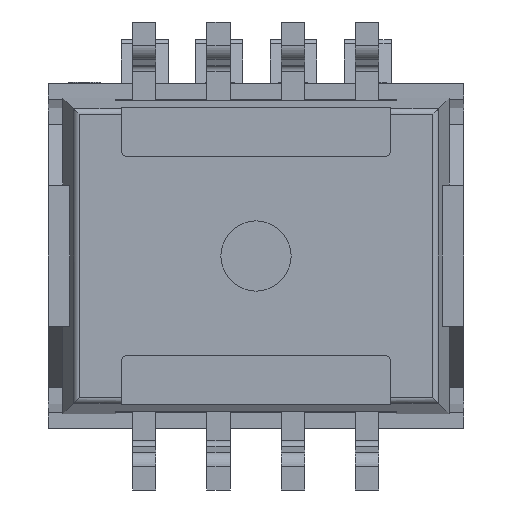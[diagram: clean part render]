
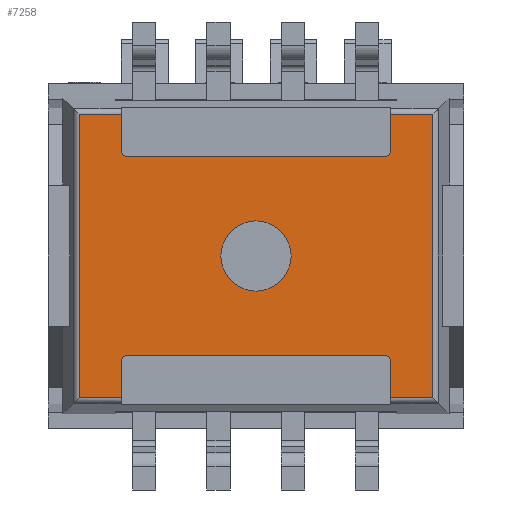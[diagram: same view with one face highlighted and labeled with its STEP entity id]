
A CAD part, front view. The second image highlights one B-rep face of the part: STEP entity #7258.
In plain terms, the highlighted planar face has unit normal (0, -1, 0).
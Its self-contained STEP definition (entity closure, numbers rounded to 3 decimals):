
#150=CIRCLE('',#7584,0.6);
#151=CIRCLE('',#7585,0.1);
#152=CIRCLE('',#7586,0.1);
#153=CIRCLE('',#7587,0.1);
#154=CIRCLE('',#7588,0.1);
#416=ORIENTED_EDGE('',*,*,#1992,.T.);
#417=ORIENTED_EDGE('',*,*,#1993,.T.);
#418=ORIENTED_EDGE('',*,*,#1994,.T.);
#419=ORIENTED_EDGE('',*,*,#1995,.T.);
#420=ORIENTED_EDGE('',*,*,#1996,.F.);
#421=ORIENTED_EDGE('',*,*,#1997,.T.);
#422=ORIENTED_EDGE('',*,*,#1998,.T.);
#423=ORIENTED_EDGE('',*,*,#1999,.T.);
#424=ORIENTED_EDGE('',*,*,#2000,.T.);
#425=ORIENTED_EDGE('',*,*,#2001,.T.);
#426=ORIENTED_EDGE('',*,*,#2002,.F.);
#427=ORIENTED_EDGE('',*,*,#2003,.F.);
#428=ORIENTED_EDGE('',*,*,#2004,.T.);
#429=ORIENTED_EDGE('',*,*,#2005,.T.);
#430=ORIENTED_EDGE('',*,*,#2006,.T.);
#431=ORIENTED_EDGE('',*,*,#2007,.T.);
#432=ORIENTED_EDGE('',*,*,#2008,.T.);
#1992=EDGE_CURVE('',#2776,#2776,#150,.T.);
#1993=EDGE_CURVE('',#2777,#2778,#3284,.T.);
#1994=EDGE_CURVE('',#2778,#2779,#3285,.T.);
#1995=EDGE_CURVE('',#2779,#2780,#3286,.T.);
#1996=EDGE_CURVE('',#2781,#2780,#3287,.T.);
#1997=EDGE_CURVE('',#2781,#2782,#3288,.T.);
#1998=EDGE_CURVE('',#2782,#2783,#151,.T.);
#1999=EDGE_CURVE('',#2783,#2784,#3289,.T.);
#2000=EDGE_CURVE('',#2784,#2785,#152,.T.);
#2001=EDGE_CURVE('',#2785,#2786,#3290,.T.);
#2002=EDGE_CURVE('',#2787,#2786,#3291,.T.);
#2003=EDGE_CURVE('',#2788,#2787,#3292,.T.);
#2004=EDGE_CURVE('',#2788,#2789,#3293,.T.);
#2005=EDGE_CURVE('',#2789,#2790,#3294,.T.);
#2006=EDGE_CURVE('',#2790,#2791,#153,.T.);
#2007=EDGE_CURVE('',#2791,#2792,#3295,.T.);
#2008=EDGE_CURVE('',#2792,#2777,#154,.T.);
#2776=VERTEX_POINT('',#9801);
#2777=VERTEX_POINT('',#9803);
#2778=VERTEX_POINT('',#9804);
#2779=VERTEX_POINT('',#9806);
#2780=VERTEX_POINT('',#9808);
#2781=VERTEX_POINT('',#9810);
#2782=VERTEX_POINT('',#9812);
#2783=VERTEX_POINT('',#9814);
#2784=VERTEX_POINT('',#9816);
#2785=VERTEX_POINT('',#9818);
#2786=VERTEX_POINT('',#9820);
#2787=VERTEX_POINT('',#9822);
#2788=VERTEX_POINT('',#9824);
#2789=VERTEX_POINT('',#9826);
#2790=VERTEX_POINT('',#9828);
#2791=VERTEX_POINT('',#9830);
#2792=VERTEX_POINT('',#9832);
#3284=LINE('',#9802,#3926);
#3285=LINE('',#9805,#3927);
#3286=LINE('',#9807,#3928);
#3287=LINE('',#9809,#3929);
#3288=LINE('',#9811,#3930);
#3289=LINE('',#9815,#3931);
#3290=LINE('',#9819,#3932);
#3291=LINE('',#9821,#3933);
#3292=LINE('',#9823,#3934);
#3293=LINE('',#9825,#3935);
#3294=LINE('',#9827,#3936);
#3295=LINE('',#9831,#3937);
#3926=VECTOR('',#8179,1000.);
#3927=VECTOR('',#8180,1000.);
#3928=VECTOR('',#8181,1000.);
#3929=VECTOR('',#8182,1000.);
#3930=VECTOR('',#8183,1000.);
#3931=VECTOR('',#8186,1000.);
#3932=VECTOR('',#8189,1000.);
#3933=VECTOR('',#8190,1000.);
#3934=VECTOR('',#8191,1000.);
#3935=VECTOR('',#8192,1000.);
#3936=VECTOR('',#8193,1000.);
#3937=VECTOR('',#8196,1000.);
#4472=EDGE_LOOP('',(#416));
#4473=EDGE_LOOP('',(#417,#418,#419,#420,#421,#422,#423,#424,#425,#426,#427,
#428,#429,#430,#431,#432));
#4778=FACE_BOUND('',#4472,.T.);
#4779=FACE_BOUND('',#4473,.T.);
#5077=PLANE('',#7583);
#7258=ADVANCED_FACE('',(#4778,#4779),#5077,.F.);
#7583=AXIS2_PLACEMENT_3D('',#9799,#8175,#8176);
#7584=AXIS2_PLACEMENT_3D('',#9800,#8177,#8178);
#7585=AXIS2_PLACEMENT_3D('',#9813,#8184,#8185);
#7586=AXIS2_PLACEMENT_3D('',#9817,#8187,#8188);
#7587=AXIS2_PLACEMENT_3D('',#9829,#8194,#8195);
#7588=AXIS2_PLACEMENT_3D('',#9833,#8197,#8198);
#8175=DIRECTION('',(0.,1.,0.));
#8176=DIRECTION('',(0.,0.,1.));
#8177=DIRECTION('',(0.,1.,0.));
#8178=DIRECTION('',(1.,0.,0.));
#8179=DIRECTION('',(0.,0.,1.));
#8180=DIRECTION('',(-1.,0.,0.));
#8181=DIRECTION('',(0.,0.,-1.));
#8182=DIRECTION('',(-1.,0.,0.));
#8183=DIRECTION('',(0.,0.,1.));
#8184=DIRECTION('',(0.,1.,0.));
#8185=DIRECTION('',(1.,0.,0.));
#8186=DIRECTION('',(1.,0.,0.));
#8187=DIRECTION('',(0.,1.,0.));
#8188=DIRECTION('',(1.,0.,0.));
#8189=DIRECTION('',(0.,0.,-1.));
#8190=DIRECTION('',(-1.,0.,0.));
#8191=DIRECTION('',(0.,0.,-1.));
#8192=DIRECTION('',(-1.,0.,0.));
#8193=DIRECTION('',(0.,0.,-1.));
#8194=DIRECTION('',(0.,1.,0.));
#8195=DIRECTION('',(1.,0.,0.));
#8196=DIRECTION('',(-1.,0.,0.));
#8197=DIRECTION('',(0.,1.,0.));
#8198=DIRECTION('',(1.,0.,0.));
#9799=CARTESIAN_POINT('',(3.3,0.,2.424));
#9800=CARTESIAN_POINT('',(0.,0.,0.));
#9801=CARTESIAN_POINT('',(0.6,0.,0.));
#9802=CARTESIAN_POINT('',(-2.3,0.,1.8));
#9803=CARTESIAN_POINT('',(-2.3,0.,1.8));
#9804=CARTESIAN_POINT('',(-2.3,0.,2.424));
#9805=CARTESIAN_POINT('',(3.3,0.,2.424));
#9806=CARTESIAN_POINT('',(-3.024,0.,2.424));
#9807=CARTESIAN_POINT('',(-3.024,0.,2.85));
#9808=CARTESIAN_POINT('',(-3.024,0.,-2.424));
#9809=CARTESIAN_POINT('',(3.3,0.,-2.424));
#9810=CARTESIAN_POINT('',(-2.3,0.,-2.424));
#9811=CARTESIAN_POINT('',(-2.3,0.,-2.7));
#9812=CARTESIAN_POINT('',(-2.3,0.,-1.8));
#9813=CARTESIAN_POINT('',(-2.2,0.,-1.8));
#9814=CARTESIAN_POINT('',(-2.2,0.,-1.7));
#9815=CARTESIAN_POINT('',(-2.2,0.,-1.7));
#9816=CARTESIAN_POINT('',(2.2,0.,-1.7));
#9817=CARTESIAN_POINT('',(2.2,0.,-1.8));
#9818=CARTESIAN_POINT('',(2.3,0.,-1.8));
#9819=CARTESIAN_POINT('',(2.3,0.,-1.8));
#9820=CARTESIAN_POINT('',(2.3,0.,-2.424));
#9821=CARTESIAN_POINT('',(3.3,0.,-2.424));
#9822=CARTESIAN_POINT('',(3.024,0.,-2.424));
#9823=CARTESIAN_POINT('',(3.024,0.,2.85));
#9824=CARTESIAN_POINT('',(3.024,0.,2.424));
#9825=CARTESIAN_POINT('',(3.3,0.,2.424));
#9826=CARTESIAN_POINT('',(2.3,0.,2.424));
#9827=CARTESIAN_POINT('',(2.3,0.,2.7));
#9828=CARTESIAN_POINT('',(2.3,0.,1.8));
#9829=CARTESIAN_POINT('',(2.2,0.,1.8));
#9830=CARTESIAN_POINT('',(2.2,0.,1.7));
#9831=CARTESIAN_POINT('',(2.2,0.,1.7));
#9832=CARTESIAN_POINT('',(-2.2,0.,1.7));
#9833=CARTESIAN_POINT('',(-2.2,0.,1.8));
